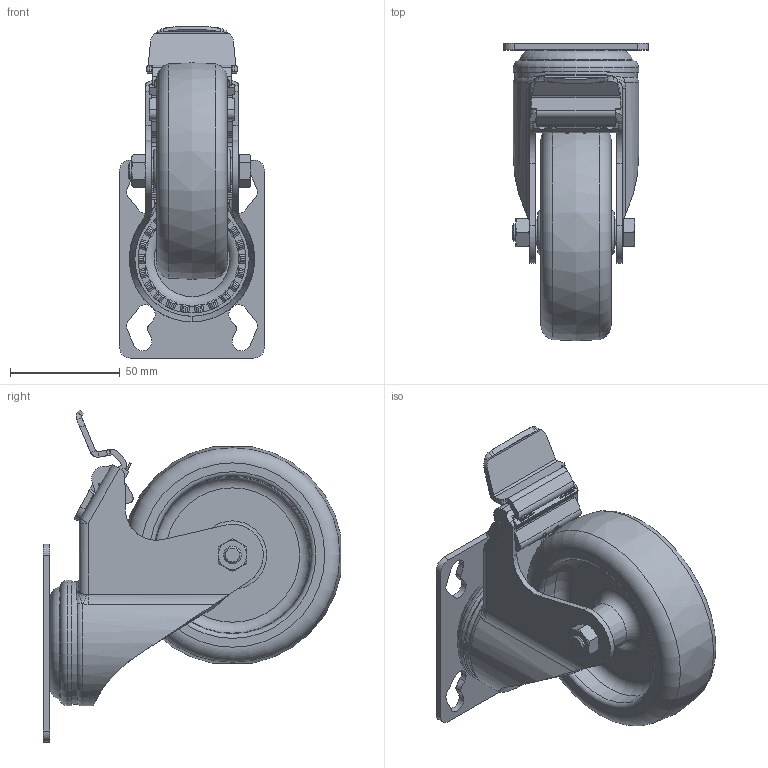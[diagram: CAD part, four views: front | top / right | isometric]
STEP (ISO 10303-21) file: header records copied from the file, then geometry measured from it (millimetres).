
FILE_DESCRIPTION(/* description */ (''),/* implementation_level */ '2;1');
FILE_NAME(/* name */ '519901.stp',/* time_stamp */ '2023-01-02T15:18:12+01:00',/* author */ ('Špaček'),/* organization */ ('Alutec K&K'),/* preprocessor_version */ 'ST-DEVELOPER v18.1',/* originating_system */ 'Autodesk Inventor 2021',/* authorisation */ '');
FILE_SCHEMA (('AUTOMOTIVE_DESIGN { 1 0 10303 214 3 1 1 }'));
Length unit declared in the file: millimetre
Products named in the file (4): 519901; GH-LKPA100-FIS_G15; AM_LKRA_12x37_G_G15; TPA-G_G15_TPA_101_12G
Assembly tree (3 placements, depth 2):
  519901
    GH-LKPA100-FIS_G15
    AM_LKRA_12x37_G_G15
    TPA-G_G15_TPA_101_12G
Bounding box: 66 x 135.17 x 150.94 mm (x, y, z)
Volume: 242693.7 mm3; surface area: 81157.7 mm2
Topology: 3 solids, 5 shells, 937 faces, 2400 edges, 1490 vertices
Faces by surface type: plane 346, cylinder 326, bspline 137, torus 89, cone 37, sphere 2
Full cylindrical faces by diameter (mm): 8 x3, 12 x1, 12.4 x1, 12.5 x1, 13 x1, 13.44 x1, 41.202 x1, 55.507 x1, 57 x1
Entity records: 37148 total; most frequent: CARTESIAN_POINT 15104, ORIENTED_EDGE 4780, DIRECTION 4388, EDGE_CURVE 2390, AXIS2_PLACEMENT_3D 1642, VERTEX_POINT 1488, LINE 1104, VECTOR 1104
